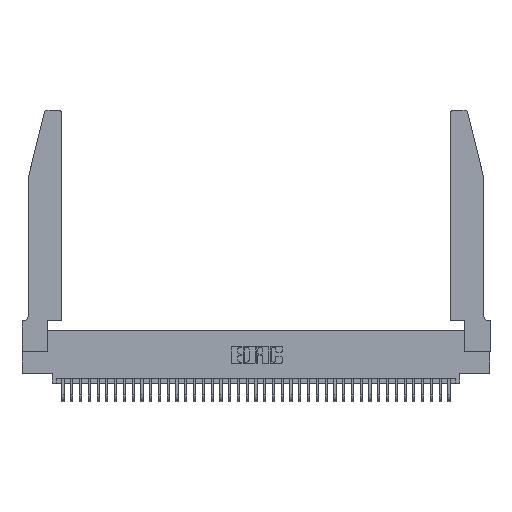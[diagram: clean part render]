
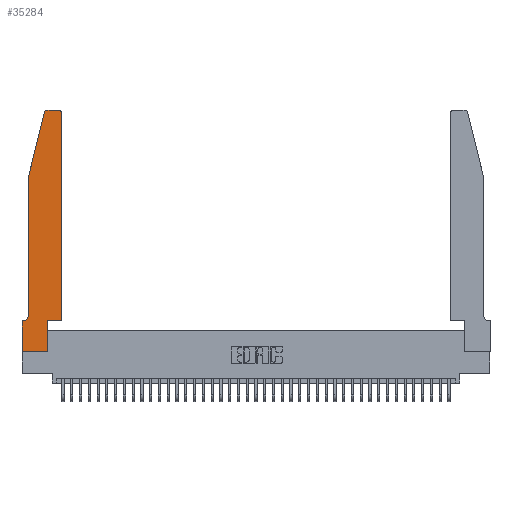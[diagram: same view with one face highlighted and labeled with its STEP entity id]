
A CAD part, top view. The second image highlights one B-rep face of the part: STEP entity #35284.
In plain terms, the highlighted planar face has unit normal (0, 0, 1).
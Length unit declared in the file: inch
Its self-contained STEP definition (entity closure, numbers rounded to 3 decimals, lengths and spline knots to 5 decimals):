
#152 = VERTEX_POINT ( 'NONE', #24443 ) ;
#282 = EDGE_CURVE ( 'NONE', #27445, #6393, #6383, .T. ) ;
#508 = DIRECTION ( 'NONE',  ( 0., 0., 1. ) ) ;
#639 = VECTOR ( 'NONE', #18714, 39.37008 ) ;
#1109 = DIRECTION ( 'NONE',  ( 0., -1., 0. ) ) ;
#1441 = ORIENTED_EDGE ( 'NONE', *, *, #18934, .T. ) ;
#1455 = VERTEX_POINT ( 'NONE', #30734 ) ;
#1539 = LINE ( 'NONE', #33827, #18798 ) ;
#2001 = CARTESIAN_POINT ( 'NONE',  ( 0.0055, 0.42, 0.37 ) ) ;
#2237 = FACE_OUTER_BOUND ( 'NONE', #18326, .T. ) ;
#2293 = CARTESIAN_POINT ( 'NONE',  ( 0.4205, 2.75, 0.37 ) ) ;
#2846 = DIRECTION ( 'NONE',  ( 0., 1., 0. ) ) ;
#2958 = CARTESIAN_POINT ( 'NONE',  ( 0.2865, 0., 0.37 ) ) ;
#3150 = VECTOR ( 'NONE', #1109, 39.37008 ) ;
#3211 = DIRECTION ( 'NONE',  ( 1., 0., 0. ) ) ;
#5348 = DIRECTION ( 'NONE',  ( -1., 0., 0. ) ) ;
#5372 = VERTEX_POINT ( 'NONE', #17596 ) ;
#5659 = VECTOR ( 'NONE', #8694, 39.37008 ) ;
#6383 = CIRCLE ( 'NONE', #30739, 0.03 ) ;
#6393 = VERTEX_POINT ( 'NONE', #15846 ) ;
#6790 = LINE ( 'NONE', #24588, #15337 ) ;
#6793 = EDGE_CURVE ( 'NONE', #12888, #152, #6790, .T. ) ;
#7101 = ORIENTED_EDGE ( 'NONE', *, *, #35799, .T. ) ;
#8694 = DIRECTION ( 'NONE',  ( 1., 0., 0. ) ) ;
#9928 = DIRECTION ( 'NONE',  ( -1., 0., 0. ) ) ;
#10691 = DIRECTION ( 'NONE',  ( 0., 0., 1. ) ) ;
#11680 = DIRECTION ( 'NONE',  ( -0.239, -0.971, 0. ) ) ;
#11978 = EDGE_CURVE ( 'NONE', #23676, #32643, #21309, .T. ) ;
#12683 = CARTESIAN_POINT ( 'NONE',  ( 0.284, 2.72, 0.37 ) ) ;
#12888 = VERTEX_POINT ( 'NONE', #2958 ) ;
#13879 = EDGE_CURVE ( 'NONE', #152, #22593, #29111, .T. ) ;
#14349 = CARTESIAN_POINT ( 'NONE',  ( 0.2605, 2.75, 0.37 ) ) ;
#14717 = DIRECTION ( 'NONE',  ( 1., 0., 0. ) ) ;
#14731 = ORIENTED_EDGE ( 'NONE', *, *, #19422, .T. ) ;
#14940 = VERTEX_POINT ( 'NONE', #21156 ) ;
#15337 = VECTOR ( 'NONE', #21399, 39.37008 ) ;
#15846 = CARTESIAN_POINT ( 'NONE',  ( 0.25487, 2.72718, 0.37 ) ) ;
#16096 = PLANE ( 'NONE',  #39441 ) ;
#16345 = VERTEX_POINT ( 'NONE', #2293 ) ;
#16479 = EDGE_CURVE ( 'NONE', #38234, #12888, #19069, .T. ) ;
#17053 = ORIENTED_EDGE ( 'NONE', *, *, #26169, .T. ) ;
#17321 = CARTESIAN_POINT ( 'NONE',  ( 0.0755, 2., 0.37 ) ) ;
#17596 = CARTESIAN_POINT ( 'NONE',  ( 0.0055, 0.35, 0.37 ) ) ;
#18326 = EDGE_LOOP ( 'NONE', ( #39713, #33243, #14731, #30103, #21328, #17053, #7101, #29283, #24830, #26790, #1441, #26021 ) ) ;
#18714 = DIRECTION ( 'NONE',  ( 0., -1., 0. ) ) ;
#18798 = VECTOR ( 'NONE', #11680, 39.37008 ) ;
#18934 = EDGE_CURVE ( 'NONE', #22593, #1455, #28229, .T. ) ;
#19069 = LINE ( 'NONE', #22294, #37825 ) ;
#19422 = EDGE_CURVE ( 'NONE', #6393, #23676, #1539, .T. ) ;
#19967 = CARTESIAN_POINT ( 'NONE',  ( 0.4205, 2.72, 0.37 ) ) ;
#21156 = CARTESIAN_POINT ( 'NONE',  ( 0., 0.35, 0.37 ) ) ;
#21309 = LINE ( 'NONE', #17321, #3150 ) ;
#21328 = ORIENTED_EDGE ( 'NONE', *, *, #36873, .T. ) ;
#21399 = DIRECTION ( 'NONE',  ( 0., 1., 0. ) ) ;
#22294 = CARTESIAN_POINT ( 'NONE',  ( 0., 0., 0.37 ) ) ;
#22482 = DIRECTION ( 'NONE',  ( 0., 0., 1. ) ) ;
#22593 = VERTEX_POINT ( 'NONE', #29023 ) ;
#23144 = DIRECTION ( 'NONE',  ( 1., 0., 0. ) ) ;
#23676 = VERTEX_POINT ( 'NONE', #31263 ) ;
#23916 = DIRECTION ( 'NONE',  ( -1., 0., 0. ) ) ;
#24443 = CARTESIAN_POINT ( 'NONE',  ( 0.2865, 0.35, 0.37 ) ) ;
#24468 = LINE ( 'NONE', #35229, #31854 ) ;
#24522 = DIRECTION ( 'NONE',  ( 0., 0., -1. ) ) ;
#24588 = CARTESIAN_POINT ( 'NONE',  ( 0.2865, 0.35, 0.37 ) ) ;
#24830 = ORIENTED_EDGE ( 'NONE', *, *, #6793, .T. ) ;
#25414 = LINE ( 'NONE', #40790, #639 ) ;
#25483 = DIRECTION ( 'NONE',  ( 1., 0., 0. ) ) ;
#25608 = EDGE_CURVE ( 'NONE', #1455, #16345, #29448, .T. ) ;
#25942 = CARTESIAN_POINT ( 'NONE',  ( 0., 0., 0.37 ) ) ;
#26021 = ORIENTED_EDGE ( 'NONE', *, *, #25608, .T. ) ;
#26169 = EDGE_CURVE ( 'NONE', #5372, #14940, #24468, .T. ) ;
#26251 = VECTOR ( 'NONE', #2846, 39.37008 ) ;
#26790 = ORIENTED_EDGE ( 'NONE', *, *, #13879, .T. ) ;
#27445 = VERTEX_POINT ( 'NONE', #34995 ) ;
#27721 = CARTESIAN_POINT ( 'NONE',  ( 0.4505, 0.35, 0.37 ) ) ;
#28229 = LINE ( 'NONE', #41044, #26251 ) ;
#29023 = CARTESIAN_POINT ( 'NONE',  ( 0.4505, 0.35, 0.37 ) ) ;
#29111 = LINE ( 'NONE', #27721, #5659 ) ;
#29190 = EDGE_CURVE ( 'NONE', #16345, #27445, #37459, .T. ) ;
#29283 = ORIENTED_EDGE ( 'NONE', *, *, #16479, .T. ) ;
#29448 = CIRCLE ( 'NONE', #38178, 0.03 ) ;
#30103 = ORIENTED_EDGE ( 'NONE', *, *, #11978, .T. ) ;
#30734 = CARTESIAN_POINT ( 'NONE',  ( 0.4505, 2.72, 0.37 ) ) ;
#30739 = AXIS2_PLACEMENT_3D ( 'NONE', #12683, #10691, #14717 ) ;
#31263 = CARTESIAN_POINT ( 'NONE',  ( 0.0755, 2., 0.37 ) ) ;
#31854 = VECTOR ( 'NONE', #9928, 39.37008 ) ;
#32643 = VERTEX_POINT ( 'NONE', #37935 ) ;
#33243 = ORIENTED_EDGE ( 'NONE', *, *, #282, .T. ) ;
#33827 = CARTESIAN_POINT ( 'NONE',  ( 0.0755, 2., 0.37 ) ) ;
#34995 = CARTESIAN_POINT ( 'NONE',  ( 0.284, 2.75, 0.37 ) ) ;
#35229 = CARTESIAN_POINT ( 'NONE',  ( 0.0755, 0.35, 0.37 ) ) ;
#35284 = ADVANCED_FACE ( 'NONE', ( #2237 ), #16096, .T. ) ;
#35799 = EDGE_CURVE ( 'NONE', #14940, #38234, #25414, .T. ) ;
#36480 = VECTOR ( 'NONE', #23916, 39.37008 ) ;
#36873 = EDGE_CURVE ( 'NONE', #32643, #5372, #39110, .T. ) ;
#37459 = LINE ( 'NONE', #14349, #36480 ) ;
#37825 = VECTOR ( 'NONE', #25483, 39.37008 ) ;
#37935 = CARTESIAN_POINT ( 'NONE',  ( 0.0755, 0.42, 0.37 ) ) ;
#38178 = AXIS2_PLACEMENT_3D ( 'NONE', #19967, #508, #23144 ) ;
#38234 = VERTEX_POINT ( 'NONE', #25942 ) ;
#39110 = CIRCLE ( 'NONE', #39749, 0.07 ) ;
#39441 = AXIS2_PLACEMENT_3D ( 'NONE', #41383, #22482, #3211 ) ;
#39713 = ORIENTED_EDGE ( 'NONE', *, *, #29190, .T. ) ;
#39749 = AXIS2_PLACEMENT_3D ( 'NONE', #2001, #24522, #5348 ) ;
#40790 = CARTESIAN_POINT ( 'NONE',  ( 0., 0., 0.37 ) ) ;
#41044 = CARTESIAN_POINT ( 'NONE',  ( 0.4505, 0.35, 0.37 ) ) ;
#41383 = CARTESIAN_POINT ( 'NONE',  ( 0., 0.35, 0.37 ) ) ;
